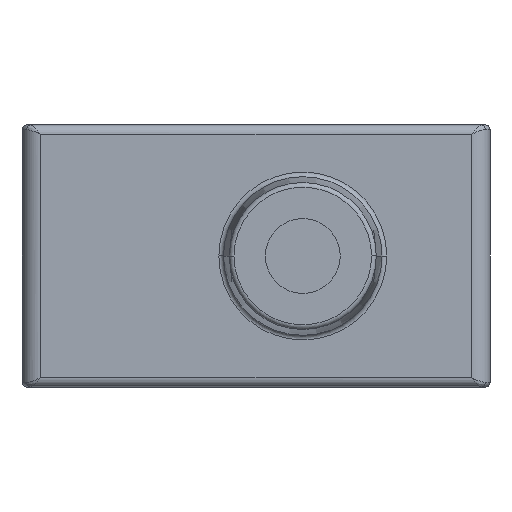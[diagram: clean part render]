
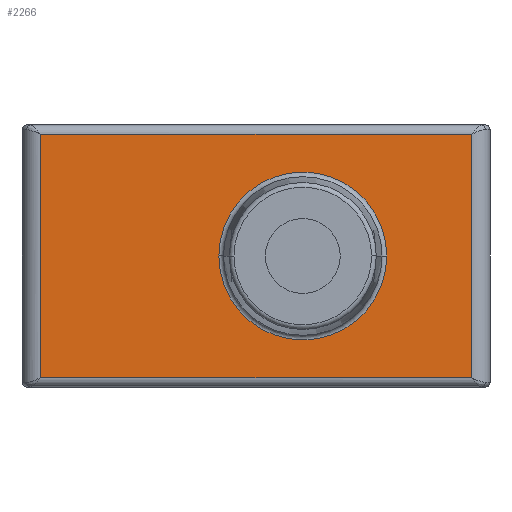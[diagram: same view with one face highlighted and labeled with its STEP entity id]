
A CAD part, front view. The second image highlights one B-rep face of the part: STEP entity #2266.
In plain terms, the highlighted planar face has unit normal (0, -1, 0).
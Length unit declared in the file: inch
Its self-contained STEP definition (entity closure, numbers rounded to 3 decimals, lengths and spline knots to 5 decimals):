
#190=DIRECTION('',(1.,0.,0.));
#191=VECTOR('',#190,0.90551);
#192=CARTESIAN_POINT('',(0.03937,0.,0.25591));
#193=LINE('',#192,#191);
#194=DIRECTION('',(0.,0.,-1.));
#195=VECTOR('',#194,0.51181);
#196=CARTESIAN_POINT('',(0.94488,0.,0.25591));
#197=LINE('',#196,#195);
#198=DIRECTION('',(-1.,0.,0.));
#199=VECTOR('',#198,0.90551);
#200=CARTESIAN_POINT('',(0.94488,0.,-0.25591));
#201=LINE('',#200,#199);
#202=DIRECTION('',(0.,0.,-1.));
#203=VECTOR('',#202,0.51181);
#204=CARTESIAN_POINT('',(0.03937,0.,0.25591));
#205=LINE('',#204,#203);
#206=CARTESIAN_POINT('',(0.59055,0.,0.));
#207=DIRECTION('',(0.,-1.,0.));
#208=DIRECTION('',(1.,0.,0.));
#209=AXIS2_PLACEMENT_3D('',#206,#207,#208);
#211=CARTESIAN_POINT('',(0.59055,0.,0.));
#212=DIRECTION('',(0.,-1.,0.));
#213=DIRECTION('',(-1.,0.,0.));
#214=AXIS2_PLACEMENT_3D('',#211,#212,#213);
#1927=CARTESIAN_POINT('',(0.03937,0.,0.25591));
#1928=CARTESIAN_POINT('',(0.94488,0.,0.25591));
#1929=VERTEX_POINT('',#1927);
#1930=VERTEX_POINT('',#1928);
#1965=CARTESIAN_POINT('',(0.94488,0.,-0.25591));
#1966=VERTEX_POINT('',#1965);
#1997=CARTESIAN_POINT('',(0.03937,0.,-0.25591));
#1998=VERTEX_POINT('',#1997);
#2055=CARTESIAN_POINT('',(0.76712,0.,0.));
#2056=CARTESIAN_POINT('',(0.41399,0.,0.));
#2057=VERTEX_POINT('',#2055);
#2058=VERTEX_POINT('',#2056);
#2246=CARTESIAN_POINT('',(0.,0.,-0.27559));
#2247=DIRECTION('',(0.,-1.,0.));
#2248=DIRECTION('',(1.,0.,0.));
#2249=AXIS2_PLACEMENT_3D('',#2246,#2247,#2248);
#2250=PLANE('',#2249);
#2251=ORIENTED_EDGE('',*,*,#2236,.T.);
#2253=ORIENTED_EDGE('',*,*,#2252,.T.);
#2255=ORIENTED_EDGE('',*,*,#2254,.T.);
#2257=ORIENTED_EDGE('',*,*,#2256,.F.);
#2258=EDGE_LOOP('',(#2251,#2253,#2255,#2257));
#2259=FACE_OUTER_BOUND('',#2258,.F.);
#2261=ORIENTED_EDGE('',*,*,#2260,.T.);
#2263=ORIENTED_EDGE('',*,*,#2262,.T.);
#2264=EDGE_LOOP('',(#2261,#2263));
#2265=FACE_BOUND('',#2264,.F.);
#2266=ADVANCED_FACE('',(#2259,#2265),#2250,.T.);
#210=CIRCLE('',#209,0.17657);
#215=CIRCLE('',#214,0.17657);
#2236=EDGE_CURVE('',#1929,#1930,#193,.T.);
#2252=EDGE_CURVE('',#1930,#1966,#197,.T.);
#2254=EDGE_CURVE('',#1966,#1998,#201,.T.);
#2256=EDGE_CURVE('',#1929,#1998,#205,.T.);
#2260=EDGE_CURVE('',#2057,#2058,#210,.T.);
#2262=EDGE_CURVE('',#2058,#2057,#215,.T.);
